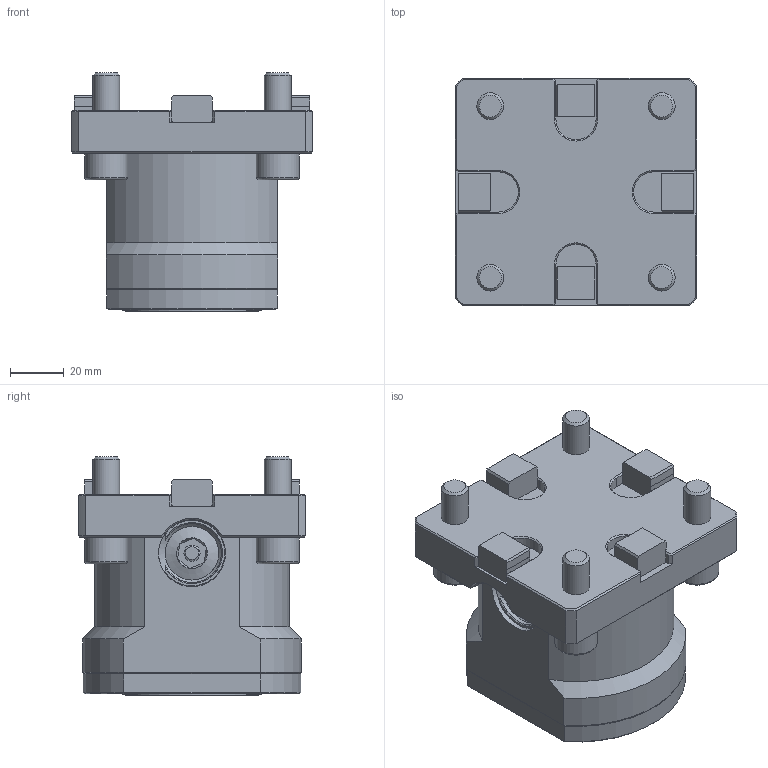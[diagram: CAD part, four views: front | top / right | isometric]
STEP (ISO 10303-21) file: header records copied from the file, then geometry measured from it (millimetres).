
FILE_DESCRIPTION(/* description */ (''),/* implementation_level */ '2;1');
FILE_NAME(/* name */ '1612446806429.stp',/* time_stamp */ '2021-02-04T19:23:42+06:00',/* author */ (''),/* organization */ ('SMS'),/* preprocessor_version */ 'ST-DEVELOPER v16.7',/* originating_system */ 'SIEMENS PLM Software NX 12.0',/* authorisation */ '');
FILE_SCHEMA (('AUTOMOTIVE_DESIGN { 1 0 10303 214 3 1 1 1 }'));
Length unit declared in the file: millimetre
Products named in the file (1): 203357081mod000_00
Bounding box: 90 x 85 x 89 mm (x, y, z)
Volume: 351221.8 mm3; surface area: 45507.1 mm2
Topology: 1 solids, 1 shells, 222 faces, 578 edges, 367 vertices
Faces by surface type: plane 146, cone 39, cylinder 28, torus 4, sphere 4, bspline 1
Full cylindrical faces by diameter (mm): 3 x1, 6 x1, 10 x4, 16 x4, 20 x1, 25 x1, 50 x1
Entity records: 6802 total; most frequent: CARTESIAN_POINT 1589, ORIENTED_EDGE 1054, DIRECTION 1015, EDGE_CURVE 527, LINE 349, VECTOR 349, VERTEX_POINT 348, AXIS2_PLACEMENT_3D 333
